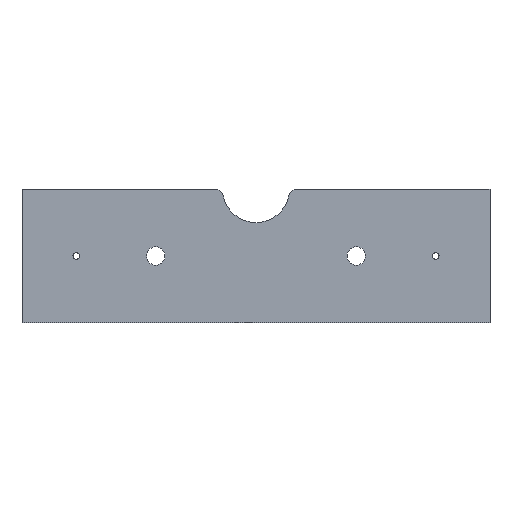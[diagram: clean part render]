
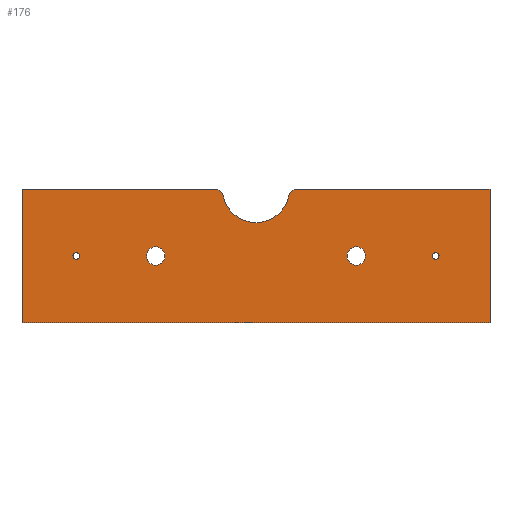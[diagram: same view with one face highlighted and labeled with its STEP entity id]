
A CAD part, top view. The second image highlights one B-rep face of the part: STEP entity #176.
In plain terms, the highlighted planar face has unit normal (0, 0, 1).
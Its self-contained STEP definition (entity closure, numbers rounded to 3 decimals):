
#2 = CARTESIAN_POINT ( 'NONE',  ( 0., 40., 0. ) ) ;
#4 = EDGE_CURVE ( 'NONE', #174, #500, #564, .T. ) ;
#7 = CARTESIAN_POINT ( 'NONE',  ( 0., 40., 0. ) ) ;
#8 = ORIENTED_EDGE ( 'NONE', *, *, #586, .T. ) ;
#10 = EDGE_LOOP ( 'NONE', ( #404, #418 ) ) ;
#19 = CARTESIAN_POINT ( 'NONE',  ( -65.5, 0., 0. ) ) ;
#21 = CARTESIAN_POINT ( 'NONE',  ( -107.5, 0., 0. ) ) ;
#40 = VERTEX_POINT ( 'NONE', #166 ) ;
#41 = LINE ( 'NONE', #379, #46 ) ;
#43 = DIRECTION ( 'NONE',  ( -1., 0., 0. ) ) ;
#46 = VECTOR ( 'NONE', #423, 1000. ) ;
#47 = PLANE ( 'NONE',  #145 ) ;
#49 = CIRCLE ( 'NONE', #257, 5.5 ) ;
#51 = DIRECTION ( 'NONE',  ( 0., 0., -1. ) ) ;
#55 = DIRECTION ( 'NONE',  ( 1., 0., 0. ) ) ;
#61 = DIRECTION ( 'NONE',  ( -1., 0., 0. ) ) ;
#65 = EDGE_CURVE ( 'NONE', #106, #222, #215, .T. ) ;
#66 = CARTESIAN_POINT ( 'NONE',  ( 107.5, 0., 0. ) ) ;
#78 = DIRECTION ( 'NONE',  ( 0., 0., 1. ) ) ;
#80 = ORIENTED_EDGE ( 'NONE', *, *, #249, .T. ) ;
#83 = CARTESIAN_POINT ( 'NONE',  ( -107.5, 0., 0. ) ) ;
#90 = AXIS2_PLACEMENT_3D ( 'NONE', #195, #51, #432 ) ;
#92 = DIRECTION ( 'NONE',  ( 0., 0., 1. ) ) ;
#94 = CARTESIAN_POINT ( 'NONE',  ( 19.596, 36., 0. ) ) ;
#96 = DIRECTION ( 'NONE',  ( 1., 0., 0. ) ) ;
#98 = AXIS2_PLACEMENT_3D ( 'NONE', #401, #300, #61 ) ;
#103 = ORIENTED_EDGE ( 'NONE', *, *, #65, .F. ) ;
#106 = VERTEX_POINT ( 'NONE', #488 ) ;
#107 = CARTESIAN_POINT ( 'NONE',  ( -54.5, 0., 0. ) ) ;
#109 = VERTEX_POINT ( 'NONE', #594 ) ;
#114 = VERTEX_POINT ( 'NONE', #403 ) ;
#125 = DIRECTION ( 'NONE',  ( 1., 0., 0. ) ) ;
#126 = CIRCLE ( 'NONE', #606, 5. ) ;
#129 = DIRECTION ( 'NONE',  ( 1., 0., 0. ) ) ;
#131 = DIRECTION ( 'NONE',  ( 0., 0., 1. ) ) ;
#145 = AXIS2_PLACEMENT_3D ( 'NONE', #7, #633, #389 ) ;
#146 = LINE ( 'NONE', #533, #308 ) ;
#155 = CIRCLE ( 'NONE', #439, 5. ) ;
#158 = EDGE_LOOP ( 'NONE', ( #8, #609 ) ) ;
#166 = CARTESIAN_POINT ( 'NONE',  ( 54.5, 0., 0. ) ) ;
#167 = EDGE_CURVE ( 'NONE', #40, #604, #201, .T. ) ;
#174 = VERTEX_POINT ( 'NONE', #226 ) ;
#176 = ADVANCED_FACE ( 'NONE', ( #421, #376, #443, #288, #483 ), #47, .T. ) ;
#179 = AXIS2_PLACEMENT_3D ( 'NONE', #522, #131, #125 ) ;
#186 = VECTOR ( 'NONE', #129, 1000. ) ;
#189 = DIRECTION ( 'NONE',  ( 0., -1., 0. ) ) ;
#192 = DIRECTION ( 'NONE',  ( 1., 0., 0. ) ) ;
#193 = LINE ( 'NONE', #388, #505 ) ;
#195 = CARTESIAN_POINT ( 'NONE',  ( 60., 0., 0. ) ) ;
#201 = CIRCLE ( 'NONE', #345, 5.5 ) ;
#202 = AXIS2_PLACEMENT_3D ( 'NONE', #83, #92, #469 ) ;
#205 = EDGE_CURVE ( 'NONE', #604, #40, #386, .T. ) ;
#215 = LINE ( 'NONE', #476, #501 ) ;
#220 = CARTESIAN_POINT ( 'NONE',  ( 109.5, 0., 0. ) ) ;
#222 = VERTEX_POINT ( 'NONE', #285 ) ;
#226 = CARTESIAN_POINT ( 'NONE',  ( 24.495, 40., 0. ) ) ;
#242 = EDGE_CURVE ( 'NONE', #294, #502, #553, .T. ) ;
#243 = EDGE_LOOP ( 'NONE', ( #513, #258 ) ) ;
#247 = CARTESIAN_POINT ( 'NONE',  ( -19.596, 36., 0. ) ) ;
#249 = EDGE_CURVE ( 'NONE', #114, #517, #146, .T. ) ;
#253 = ORIENTED_EDGE ( 'NONE', *, *, #275, .T. ) ;
#257 = AXIS2_PLACEMENT_3D ( 'NONE', #577, #634, #43 ) ;
#258 = ORIENTED_EDGE ( 'NONE', *, *, #375, .F. ) ;
#275 = EDGE_CURVE ( 'NONE', #294, #222, #155, .T. ) ;
#284 = AXIS2_PLACEMENT_3D ( 'NONE', #66, #506, #499 ) ;
#285 = CARTESIAN_POINT ( 'NONE',  ( -24.495, 40., 0. ) ) ;
#288 = FACE_BOUND ( 'NONE', #158, .T. ) ;
#294 = VERTEX_POINT ( 'NONE', #247 ) ;
#298 = VERTEX_POINT ( 'NONE', #19 ) ;
#299 = ORIENTED_EDGE ( 'NONE', *, *, #542, .F. ) ;
#300 = DIRECTION ( 'NONE',  ( 0., 0., -1. ) ) ;
#303 = ORIENTED_EDGE ( 'NONE', *, *, #391, .T. ) ;
#308 = VECTOR ( 'NONE', #96, 1000. ) ;
#309 = EDGE_LOOP ( 'NONE', ( #444, #322 ) ) ;
#310 = CARTESIAN_POINT ( 'NONE',  ( 65.5, 0., 0. ) ) ;
#312 = DIRECTION ( 'NONE',  ( 1., 0., 0. ) ) ;
#322 = ORIENTED_EDGE ( 'NONE', *, *, #167, .T. ) ;
#327 = CARTESIAN_POINT ( 'NONE',  ( 0., 40., 0. ) ) ;
#343 = DIRECTION ( 'NONE',  ( 1., 0., 0. ) ) ;
#345 = AXIS2_PLACEMENT_3D ( 'NONE', #424, #471, #474 ) ;
#349 = EDGE_LOOP ( 'NONE', ( #415, #253, #103, #303, #80, #299, #494, #545 ) ) ;
#355 = AXIS2_PLACEMENT_3D ( 'NONE', #21, #548, #312 ) ;
#369 = CIRCLE ( 'NONE', #179, 2. ) ;
#375 = EDGE_CURVE ( 'NONE', #614, #475, #527, .T. ) ;
#376 = FACE_BOUND ( 'NONE', #243, .T. ) ;
#379 = CARTESIAN_POINT ( 'NONE',  ( -140., 0., 0. ) ) ;
#381 = EDGE_CURVE ( 'NONE', #449, #109, #592, .T. ) ;
#386 = CIRCLE ( 'NONE', #90, 5.5 ) ;
#388 = CARTESIAN_POINT ( 'NONE',  ( 140., 0., 0. ) ) ;
#389 = DIRECTION ( 'NONE',  ( 1., 0., 0. ) ) ;
#391 = EDGE_CURVE ( 'NONE', #106, #114, #41, .T. ) ;
#401 = CARTESIAN_POINT ( 'NONE',  ( -60., 0., 0. ) ) ;
#403 = CARTESIAN_POINT ( 'NONE',  ( -140., -40., 0. ) ) ;
#404 = ORIENTED_EDGE ( 'NONE', *, *, #434, .F. ) ;
#408 = EDGE_CURVE ( 'NONE', #174, #502, #126, .T. ) ;
#415 = ORIENTED_EDGE ( 'NONE', *, *, #242, .F. ) ;
#418 = ORIENTED_EDGE ( 'NONE', *, *, #381, .F. ) ;
#419 = CIRCLE ( 'NONE', #202, 2. ) ;
#421 = FACE_BOUND ( 'NONE', #10, .T. ) ;
#422 = CIRCLE ( 'NONE', #98, 5.5 ) ;
#423 = DIRECTION ( 'NONE',  ( 0., -1., 0. ) ) ;
#424 = CARTESIAN_POINT ( 'NONE',  ( 60., 0., 0. ) ) ;
#432 = DIRECTION ( 'NONE',  ( -1., 0., 0. ) ) ;
#433 = EDGE_CURVE ( 'NONE', #475, #614, #419, .T. ) ;
#434 = EDGE_CURVE ( 'NONE', #109, #449, #369, .T. ) ;
#439 = AXIS2_PLACEMENT_3D ( 'NONE', #589, #490, #343 ) ;
#443 = FACE_BOUND ( 'NONE', #309, .T. ) ;
#444 = ORIENTED_EDGE ( 'NONE', *, *, #205, .T. ) ;
#449 = VERTEX_POINT ( 'NONE', #220 ) ;
#469 = DIRECTION ( 'NONE',  ( 1., 0., 0. ) ) ;
#471 = DIRECTION ( 'NONE',  ( 0., 0., -1. ) ) ;
#473 = CARTESIAN_POINT ( 'NONE',  ( 24.495, 35., 0. ) ) ;
#474 = DIRECTION ( 'NONE',  ( -1., 0., 0. ) ) ;
#475 = VERTEX_POINT ( 'NONE', #477 ) ;
#476 = CARTESIAN_POINT ( 'NONE',  ( 0., 40., 0. ) ) ;
#477 = CARTESIAN_POINT ( 'NONE',  ( -109.5, 0., 0. ) ) ;
#481 = CARTESIAN_POINT ( 'NONE',  ( 140., 40., 0. ) ) ;
#483 = FACE_OUTER_BOUND ( 'NONE', #349, .T. ) ;
#488 = CARTESIAN_POINT ( 'NONE',  ( -140., 40., 0. ) ) ;
#490 = DIRECTION ( 'NONE',  ( 0., 0., 1. ) ) ;
#494 = ORIENTED_EDGE ( 'NONE', *, *, #4, .F. ) ;
#499 = DIRECTION ( 'NONE',  ( 1., 0., 0. ) ) ;
#500 = VERTEX_POINT ( 'NONE', #481 ) ;
#501 = VECTOR ( 'NONE', #55, 1000. ) ;
#502 = VERTEX_POINT ( 'NONE', #94 ) ;
#505 = VECTOR ( 'NONE', #189, 1000. ) ;
#506 = DIRECTION ( 'NONE',  ( 0., 0., 1. ) ) ;
#513 = ORIENTED_EDGE ( 'NONE', *, *, #433, .F. ) ;
#517 = VERTEX_POINT ( 'NONE', #574 ) ;
#522 = CARTESIAN_POINT ( 'NONE',  ( 107.5, 0., 0. ) ) ;
#527 = CIRCLE ( 'NONE', #355, 2. ) ;
#533 = CARTESIAN_POINT ( 'NONE',  ( 0., -40., 0. ) ) ;
#539 = CARTESIAN_POINT ( 'NONE',  ( -105.5, 0., 0. ) ) ;
#542 = EDGE_CURVE ( 'NONE', #500, #517, #193, .T. ) ;
#545 = ORIENTED_EDGE ( 'NONE', *, *, #408, .T. ) ;
#548 = DIRECTION ( 'NONE',  ( 0., 0., 1. ) ) ;
#553 = CIRCLE ( 'NONE', #583, 20. ) ;
#564 = LINE ( 'NONE', #327, #186 ) ;
#570 = DIRECTION ( 'NONE',  ( 1., 0., 0. ) ) ;
#574 = CARTESIAN_POINT ( 'NONE',  ( 140., -40., 0. ) ) ;
#577 = CARTESIAN_POINT ( 'NONE',  ( -60., 0., 0. ) ) ;
#583 = AXIS2_PLACEMENT_3D ( 'NONE', #2, #636, #192 ) ;
#586 = EDGE_CURVE ( 'NONE', #617, #298, #422, .T. ) ;
#589 = CARTESIAN_POINT ( 'NONE',  ( -24.495, 35., 0. ) ) ;
#592 = CIRCLE ( 'NONE', #284, 2. ) ;
#594 = CARTESIAN_POINT ( 'NONE',  ( 105.5, 0., 0. ) ) ;
#604 = VERTEX_POINT ( 'NONE', #310 ) ;
#606 = AXIS2_PLACEMENT_3D ( 'NONE', #473, #78, #570 ) ;
#609 = ORIENTED_EDGE ( 'NONE', *, *, #629, .T. ) ;
#614 = VERTEX_POINT ( 'NONE', #539 ) ;
#617 = VERTEX_POINT ( 'NONE', #107 ) ;
#629 = EDGE_CURVE ( 'NONE', #298, #617, #49, .T. ) ;
#633 = DIRECTION ( 'NONE',  ( 0., 0., 1. ) ) ;
#634 = DIRECTION ( 'NONE',  ( 0., 0., -1. ) ) ;
#636 = DIRECTION ( 'NONE',  ( 0., 0., 1. ) ) ;
